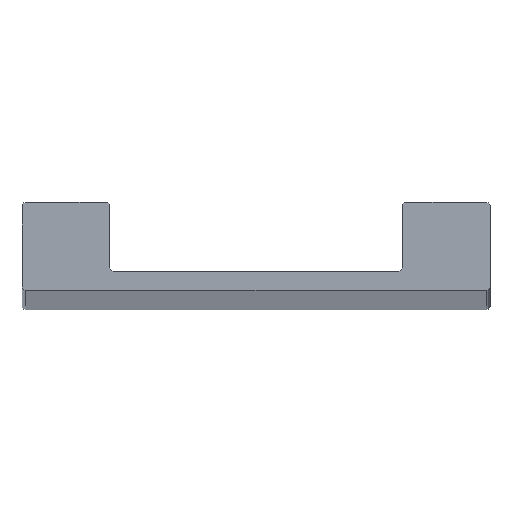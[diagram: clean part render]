
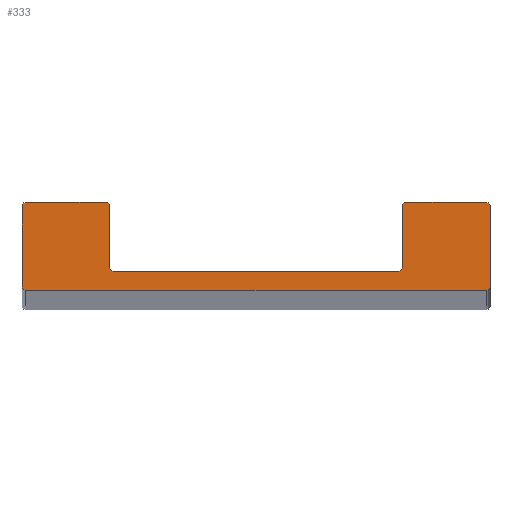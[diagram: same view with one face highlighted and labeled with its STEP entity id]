
A CAD part, top view. The second image highlights one B-rep face of the part: STEP entity #333.
In plain terms, the highlighted planar face has unit normal (0, 0, 1).
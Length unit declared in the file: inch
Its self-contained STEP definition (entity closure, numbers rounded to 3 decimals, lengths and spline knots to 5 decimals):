
#23=CIRCLE('',#372,0.015);
#24=CIRCLE('',#373,0.015);
#25=CIRCLE('',#374,0.015);
#26=CIRCLE('',#375,0.015);
#27=CIRCLE('',#376,0.015);
#28=CIRCLE('',#377,0.015);
#29=CIRCLE('',#378,0.015);
#30=CIRCLE('',#379,0.015);
#47=FACE_OUTER_BOUND('',#65,.T.);
#65=EDGE_LOOP('',(#251,#252,#253,#254,#255,#256,#257,#258,#259,#260,#261,
#262,#263,#264,#265,#266));
#75=LINE('',#503,#107);
#79=LINE('',#512,#111);
#85=LINE('',#525,#117);
#87=LINE('',#530,#119);
#91=LINE('',#539,#123);
#95=LINE('',#548,#127);
#101=LINE('',#561,#133);
#105=LINE('',#570,#137);
#107=VECTOR('',#401,39.37008);
#111=VECTOR('',#407,39.37008);
#117=VECTOR('',#415,39.37008);
#119=VECTOR('',#419,39.37008);
#123=VECTOR('',#425,39.37008);
#127=VECTOR('',#431,39.37008);
#133=VECTOR('',#439,39.37008);
#137=VECTOR('',#445,39.37008);
#139=VERTEX_POINT('',#501);
#140=VERTEX_POINT('',#502);
#143=VERTEX_POINT('',#510);
#144=VERTEX_POINT('',#511);
#149=VERTEX_POINT('',#522);
#150=VERTEX_POINT('',#524);
#151=VERTEX_POINT('',#528);
#152=VERTEX_POINT('',#529);
#155=VERTEX_POINT('',#537);
#156=VERTEX_POINT('',#538);
#159=VERTEX_POINT('',#546);
#160=VERTEX_POINT('',#547);
#165=VERTEX_POINT('',#558);
#166=VERTEX_POINT('',#560);
#169=VERTEX_POINT('',#567);
#170=VERTEX_POINT('',#569);
#171=EDGE_CURVE('',#139,#140,#75,.T.);
#175=EDGE_CURVE('',#143,#144,#79,.T.);
#181=EDGE_CURVE('',#150,#149,#85,.T.);
#183=EDGE_CURVE('',#151,#152,#87,.T.);
#187=EDGE_CURVE('',#155,#156,#91,.T.);
#191=EDGE_CURVE('',#159,#160,#95,.T.);
#197=EDGE_CURVE('',#166,#165,#101,.T.);
#201=EDGE_CURVE('',#170,#169,#105,.T.);
#203=EDGE_CURVE('',#169,#139,#23,.T.);
#204=EDGE_CURVE('',#140,#143,#24,.T.);
#205=EDGE_CURVE('',#144,#150,#25,.T.);
#206=EDGE_CURVE('',#149,#151,#26,.T.);
#207=EDGE_CURVE('',#152,#155,#27,.T.);
#208=EDGE_CURVE('',#156,#159,#28,.T.);
#209=EDGE_CURVE('',#160,#166,#29,.T.);
#210=EDGE_CURVE('',#165,#170,#30,.T.);
#251=ORIENTED_EDGE('',*,*,#201,.T.);
#252=ORIENTED_EDGE('',*,*,#203,.T.);
#253=ORIENTED_EDGE('',*,*,#171,.T.);
#254=ORIENTED_EDGE('',*,*,#204,.T.);
#255=ORIENTED_EDGE('',*,*,#175,.T.);
#256=ORIENTED_EDGE('',*,*,#205,.T.);
#257=ORIENTED_EDGE('',*,*,#181,.T.);
#258=ORIENTED_EDGE('',*,*,#206,.T.);
#259=ORIENTED_EDGE('',*,*,#183,.T.);
#260=ORIENTED_EDGE('',*,*,#207,.T.);
#261=ORIENTED_EDGE('',*,*,#187,.T.);
#262=ORIENTED_EDGE('',*,*,#208,.T.);
#263=ORIENTED_EDGE('',*,*,#191,.T.);
#264=ORIENTED_EDGE('',*,*,#209,.T.);
#265=ORIENTED_EDGE('',*,*,#197,.T.);
#266=ORIENTED_EDGE('',*,*,#210,.T.);
#323=PLANE('',#371);
#333=ADVANCED_FACE('',(#47),#323,.T.);
#371=AXIS2_PLACEMENT_3D('',#572,#447,#448);
#372=AXIS2_PLACEMENT_3D('',#573,#449,#450);
#373=AXIS2_PLACEMENT_3D('',#574,#451,#452);
#374=AXIS2_PLACEMENT_3D('',#575,#453,#454);
#375=AXIS2_PLACEMENT_3D('',#576,#455,#456);
#376=AXIS2_PLACEMENT_3D('',#577,#457,#458);
#377=AXIS2_PLACEMENT_3D('',#578,#459,#460);
#378=AXIS2_PLACEMENT_3D('',#579,#461,#462);
#379=AXIS2_PLACEMENT_3D('',#580,#463,#464);
#401=DIRECTION('',(0.,1.,0.));
#407=DIRECTION('',(-1.,0.,0.));
#415=DIRECTION('',(0.,-1.,0.));
#419=DIRECTION('',(-1.,0.,0.));
#425=DIRECTION('',(0.,1.,0.));
#431=DIRECTION('',(-1.,0.,0.));
#439=DIRECTION('',(0.,-1.,0.));
#445=DIRECTION('',(1.,0.,0.));
#447=DIRECTION('center_axis',(0.,0.,1.));
#448=DIRECTION('ref_axis',(1.,0.,0.));
#449=DIRECTION('center_axis',(0.,0.,1.));
#450=DIRECTION('ref_axis',(1.,0.,0.));
#451=DIRECTION('center_axis',(0.,0.,1.));
#452=DIRECTION('ref_axis',(1.,0.,0.));
#453=DIRECTION('center_axis',(0.,0.,1.));
#454=DIRECTION('ref_axis',(1.,0.,0.));
#455=DIRECTION('center_axis',(0.,0.,-1.));
#456=DIRECTION('ref_axis',(1.,0.,0.));
#457=DIRECTION('center_axis',(0.,0.,-1.));
#458=DIRECTION('ref_axis',(1.,0.,0.));
#459=DIRECTION('center_axis',(0.,0.,1.));
#460=DIRECTION('ref_axis',(1.,0.,0.));
#461=DIRECTION('center_axis',(0.,0.,1.));
#462=DIRECTION('ref_axis',(1.,0.,0.));
#463=DIRECTION('center_axis',(0.,0.,1.));
#464=DIRECTION('ref_axis',(1.,0.,0.));
#501=CARTESIAN_POINT('',(1.,0.015,48.));
#502=CARTESIAN_POINT('',(1.,0.36,48.));
#503=CARTESIAN_POINT('',(1.,0.,48.));
#510=CARTESIAN_POINT('',(0.985,0.375,48.));
#511=CARTESIAN_POINT('',(0.64,0.375,48.));
#512=CARTESIAN_POINT('',(1.,0.375,48.));
#522=CARTESIAN_POINT('',(0.625,0.095,48.));
#524=CARTESIAN_POINT('',(0.625,0.36,48.));
#525=CARTESIAN_POINT('',(0.625,0.375,48.));
#528=CARTESIAN_POINT('',(0.61,0.08,48.));
#529=CARTESIAN_POINT('',(-0.61,0.08,48.));
#530=CARTESIAN_POINT('',(0.625,0.08,48.));
#537=CARTESIAN_POINT('',(-0.625,0.095,48.));
#538=CARTESIAN_POINT('',(-0.625,0.36,48.));
#539=CARTESIAN_POINT('',(-0.625,0.375,48.));
#546=CARTESIAN_POINT('',(-0.64,0.375,48.));
#547=CARTESIAN_POINT('',(-0.985,0.375,48.));
#548=CARTESIAN_POINT('',(-1.,0.375,48.));
#558=CARTESIAN_POINT('',(-1.,0.015,48.));
#560=CARTESIAN_POINT('',(-1.,0.36,48.));
#561=CARTESIAN_POINT('',(-1.,0.,48.));
#567=CARTESIAN_POINT('',(0.985,0.,48.));
#569=CARTESIAN_POINT('',(-0.985,0.,48.));
#570=CARTESIAN_POINT('',(-1.,0.,48.));
#572=CARTESIAN_POINT('Origin',(0.,0.,48.));
#573=CARTESIAN_POINT('Origin',(0.985,0.015,48.));
#574=CARTESIAN_POINT('Origin',(0.985,0.36,48.));
#575=CARTESIAN_POINT('Origin',(0.64,0.36,48.));
#576=CARTESIAN_POINT('Origin',(0.61,0.095,48.));
#577=CARTESIAN_POINT('Origin',(-0.61,0.095,48.));
#578=CARTESIAN_POINT('Origin',(-0.64,0.36,48.));
#579=CARTESIAN_POINT('Origin',(-0.985,0.36,48.));
#580=CARTESIAN_POINT('Origin',(-0.985,0.015,48.));
